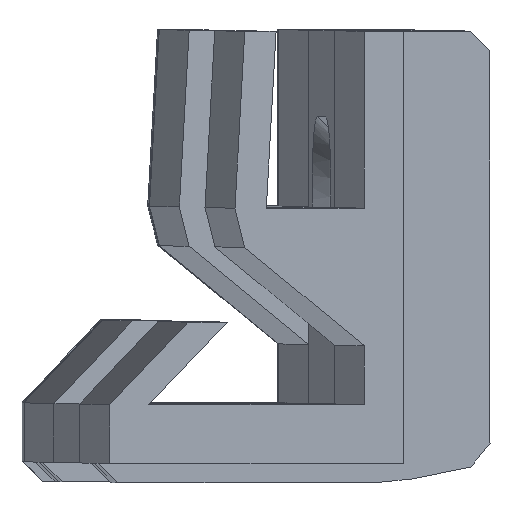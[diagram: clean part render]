
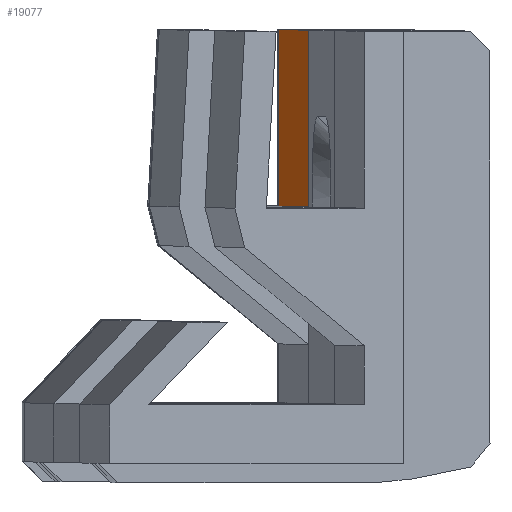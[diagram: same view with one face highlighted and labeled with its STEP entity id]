
A CAD part, left-side view. The second image highlights one B-rep face of the part: STEP entity #19077.
In plain terms, the highlighted face is planar.
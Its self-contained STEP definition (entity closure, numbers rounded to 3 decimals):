
#17662 = PLANE('',#17663);
#17663 = AXIS2_PLACEMENT_3D('',#17664,#17665,#17666);
#17664 = CARTESIAN_POINT('',(-10.5,5.766,9.503));
#17665 = DIRECTION('',(-1.,0.,0.));
#17666 = DIRECTION('',(0.,0.,1.));
#17690 = PLANE('',#17691);
#17691 = AXIS2_PLACEMENT_3D('',#17692,#17693,#17694);
#17692 = CARTESIAN_POINT('',(0.,0.,22.));
#17693 = DIRECTION('',(0.,0.,-1.));
#17694 = DIRECTION('',(0.,1.,0.));
#18030 = VERTEX_POINT('',#18031);
#18031 = CARTESIAN_POINT('',(-10.5,2.,22.));
#18052 = EDGE_CURVE('',#18053,#18030,#18055,.T.);
#18053 = VERTEX_POINT('',#18054);
#18054 = CARTESIAN_POINT('',(10.5,2.,22.));
#18055 = SURFACE_CURVE('',#18056,(#18060,#18067),.PCURVE_S1.);
#18056 = LINE('',#18057,#18058);
#18057 = CARTESIAN_POINT('',(10.5,2.,22.));
#18058 = VECTOR('',#18059,1.);
#18059 = DIRECTION('',(-1.,0.,0.));
#18060 = PCURVE('',#17690,#18061);
#18061 = DEFINITIONAL_REPRESENTATION('',(#18062),#18066);
#18062 = LINE('',#18063,#18064);
#18063 = CARTESIAN_POINT('',(2.,10.5));
#18064 = VECTOR('',#18065,1.);
#18065 = DIRECTION('',(0.,-1.));
#18066 = ( GEOMETRIC_REPRESENTATION_CONTEXT(2) 
PARAMETRIC_REPRESENTATION_CONTEXT() REPRESENTATION_CONTEXT('2D SPACE',''
  ) );
#18067 = PCURVE('',#18068,#18073);
#18068 = PLANE('',#18069);
#18069 = AXIS2_PLACEMENT_3D('',#18070,#18071,#18072);
#18070 = CARTESIAN_POINT('',(0.,2.,22.));
#18071 = DIRECTION('',(-0.,-1.,-0.));
#18072 = DIRECTION('',(0.,0.,-1.));
#18073 = DEFINITIONAL_REPRESENTATION('',(#18074),#18078);
#18074 = LINE('',#18075,#18076);
#18075 = CARTESIAN_POINT('',(0.,10.5));
#18076 = VECTOR('',#18077,1.);
#18077 = DIRECTION('',(0.,-1.));
#18078 = ( GEOMETRIC_REPRESENTATION_CONTEXT(2) 
PARAMETRIC_REPRESENTATION_CONTEXT() REPRESENTATION_CONTEXT('2D SPACE',''
  ) );
#18096 = PLANE('',#18097);
#18097 = AXIS2_PLACEMENT_3D('',#18098,#18099,#18100);
#18098 = CARTESIAN_POINT('',(10.5,5.766,9.503));
#18099 = DIRECTION('',(-1.,0.,0.));
#18100 = DIRECTION('',(0.,0.,1.));
#18276 = EDGE_CURVE('',#18030,#18277,#18279,.T.);
#18277 = VERTEX_POINT('',#18278);
#18278 = CARTESIAN_POINT('',(-10.5,2.,13.));
#18279 = SURFACE_CURVE('',#18280,(#18284,#18291),.PCURVE_S1.);
#18280 = LINE('',#18281,#18282);
#18281 = CARTESIAN_POINT('',(-10.5,2.,22.));
#18282 = VECTOR('',#18283,1.);
#18283 = DIRECTION('',(0.,0.,-1.));
#18284 = PCURVE('',#17662,#18285);
#18285 = DEFINITIONAL_REPRESENTATION('',(#18286),#18290);
#18286 = LINE('',#18287,#18288);
#18287 = CARTESIAN_POINT('',(12.497,-3.766));
#18288 = VECTOR('',#18289,1.);
#18289 = DIRECTION('',(-1.,0.));
#18290 = ( GEOMETRIC_REPRESENTATION_CONTEXT(2) 
PARAMETRIC_REPRESENTATION_CONTEXT() REPRESENTATION_CONTEXT('2D SPACE',''
  ) );
#18291 = PCURVE('',#18068,#18292);
#18292 = DEFINITIONAL_REPRESENTATION('',(#18293),#18297);
#18293 = LINE('',#18294,#18295);
#18294 = CARTESIAN_POINT('',(0.,-10.5));
#18295 = VECTOR('',#18296,1.);
#18296 = DIRECTION('',(1.,0.));
#18297 = ( GEOMETRIC_REPRESENTATION_CONTEXT(2) 
PARAMETRIC_REPRESENTATION_CONTEXT() REPRESENTATION_CONTEXT('2D SPACE',''
  ) );
#18315 = PLANE('',#18316);
#18316 = AXIS2_PLACEMENT_3D('',#18317,#18318,#18319);
#18317 = CARTESIAN_POINT('',(0.,2.,13.));
#18318 = DIRECTION('',(0.,0.,-1.));
#18319 = DIRECTION('',(0.,1.,0.));
#19077 = ADVANCED_FACE('',(#19078),#18068,.F.);
#19078 = FACE_BOUND('',#19079,.F.);
#19079 = EDGE_LOOP('',(#19080,#19081,#19104,#19125));
#19080 = ORIENTED_EDGE('',*,*,#18276,.T.);
#19081 = ORIENTED_EDGE('',*,*,#19082,.F.);
#19082 = EDGE_CURVE('',#19083,#18277,#19085,.T.);
#19083 = VERTEX_POINT('',#19084);
#19084 = CARTESIAN_POINT('',(10.5,2.,13.));
#19085 = SURFACE_CURVE('',#19086,(#19090,#19097),.PCURVE_S1.);
#19086 = LINE('',#19087,#19088);
#19087 = CARTESIAN_POINT('',(10.5,2.,13.));
#19088 = VECTOR('',#19089,1.);
#19089 = DIRECTION('',(-1.,0.,0.));
#19090 = PCURVE('',#18068,#19091);
#19091 = DEFINITIONAL_REPRESENTATION('',(#19092),#19096);
#19092 = LINE('',#19093,#19094);
#19093 = CARTESIAN_POINT('',(9.,10.5));
#19094 = VECTOR('',#19095,1.);
#19095 = DIRECTION('',(0.,-1.));
#19096 = ( GEOMETRIC_REPRESENTATION_CONTEXT(2) 
PARAMETRIC_REPRESENTATION_CONTEXT() REPRESENTATION_CONTEXT('2D SPACE',''
  ) );
#19097 = PCURVE('',#18315,#19098);
#19098 = DEFINITIONAL_REPRESENTATION('',(#19099),#19103);
#19099 = LINE('',#19100,#19101);
#19100 = CARTESIAN_POINT('',(0.,10.5));
#19101 = VECTOR('',#19102,1.);
#19102 = DIRECTION('',(0.,-1.));
#19103 = ( GEOMETRIC_REPRESENTATION_CONTEXT(2) 
PARAMETRIC_REPRESENTATION_CONTEXT() REPRESENTATION_CONTEXT('2D SPACE',''
  ) );
#19104 = ORIENTED_EDGE('',*,*,#19105,.F.);
#19105 = EDGE_CURVE('',#18053,#19083,#19106,.T.);
#19106 = SURFACE_CURVE('',#19107,(#19111,#19118),.PCURVE_S1.);
#19107 = LINE('',#19108,#19109);
#19108 = CARTESIAN_POINT('',(10.5,2.,22.));
#19109 = VECTOR('',#19110,1.);
#19110 = DIRECTION('',(0.,0.,-1.));
#19111 = PCURVE('',#18068,#19112);
#19112 = DEFINITIONAL_REPRESENTATION('',(#19113),#19117);
#19113 = LINE('',#19114,#19115);
#19114 = CARTESIAN_POINT('',(0.,10.5));
#19115 = VECTOR('',#19116,1.);
#19116 = DIRECTION('',(1.,0.));
#19117 = ( GEOMETRIC_REPRESENTATION_CONTEXT(2) 
PARAMETRIC_REPRESENTATION_CONTEXT() REPRESENTATION_CONTEXT('2D SPACE',''
  ) );
#19118 = PCURVE('',#18096,#19119);
#19119 = DEFINITIONAL_REPRESENTATION('',(#19120),#19124);
#19120 = LINE('',#19121,#19122);
#19121 = CARTESIAN_POINT('',(12.497,-3.766));
#19122 = VECTOR('',#19123,1.);
#19123 = DIRECTION('',(-1.,0.));
#19124 = ( GEOMETRIC_REPRESENTATION_CONTEXT(2) 
PARAMETRIC_REPRESENTATION_CONTEXT() REPRESENTATION_CONTEXT('2D SPACE',''
  ) );
#19125 = ORIENTED_EDGE('',*,*,#18052,.T.);
